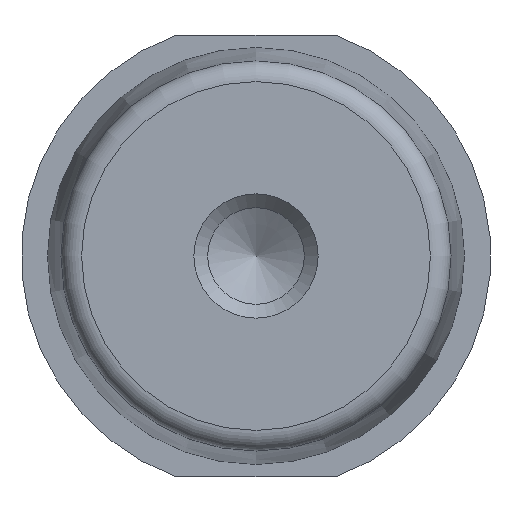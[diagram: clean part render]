
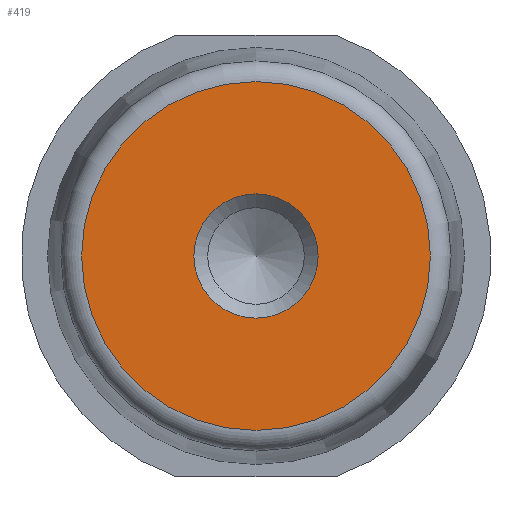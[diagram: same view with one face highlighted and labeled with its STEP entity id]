
A CAD part, front view. The second image highlights one B-rep face of the part: STEP entity #419.
In plain terms, the highlighted planar face has unit normal (0, -1, 0).
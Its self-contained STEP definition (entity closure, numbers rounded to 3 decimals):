
#2 = CARTESIAN_POINT ( 'NONE',  ( 0., -17.5, 0. ) ) ;
#18 = FACE_BOUND ( 'NONE', #224, .T. ) ;
#31 = EDGE_CURVE ( 'NONE', #381, #381, #331, .T. ) ;
#33 = DIRECTION ( 'NONE',  ( 0., 0., 1. ) ) ;
#40 = DIRECTION ( 'NONE',  ( 0., -1., 0. ) ) ;
#74 = AXIS2_PLACEMENT_3D ( 'NONE', #126, #384, #167 ) ;
#105 = EDGE_LOOP ( 'NONE', ( #149 ) ) ;
#126 = CARTESIAN_POINT ( 'NONE',  ( 0., -17.5, 0. ) ) ;
#147 = PLANE ( 'NONE',  #340 ) ;
#149 = ORIENTED_EDGE ( 'NONE', *, *, #470, .T. ) ;
#167 = DIRECTION ( 'NONE',  ( 0., 0., -1. ) ) ;
#224 = EDGE_LOOP ( 'NONE', ( #424 ) ) ;
#233 = CARTESIAN_POINT ( 'NONE',  ( 0., -17.5, 12.626 ) ) ;
#261 = DIRECTION ( 'NONE',  ( 0., 1., 0. ) ) ;
#265 = CARTESIAN_POINT ( 'NONE',  ( 0., -17.5, 0. ) ) ;
#297 = AXIS2_PLACEMENT_3D ( 'NONE', #265, #40, #302 ) ;
#302 = DIRECTION ( 'NONE',  ( 0., 0., 1. ) ) ;
#331 = CIRCLE ( 'NONE', #74, 4.5 ) ;
#340 = AXIS2_PLACEMENT_3D ( 'NONE', #2, #261, #33 ) ;
#376 = CARTESIAN_POINT ( 'NONE',  ( 0., -17.5, -4.5 ) ) ;
#381 = VERTEX_POINT ( 'NONE', #376 ) ;
#384 = DIRECTION ( 'NONE',  ( 0., -1., 0. ) ) ;
#404 = FACE_OUTER_BOUND ( 'NONE', #105, .T. ) ;
#419 = ADVANCED_FACE ( 'NONE', ( #404, #18 ), #147, .F. ) ;
#424 = ORIENTED_EDGE ( 'NONE', *, *, #31, .F. ) ;
#425 = VERTEX_POINT ( 'NONE', #233 ) ;
#470 = EDGE_CURVE ( 'NONE', #425, #425, #481, .T. ) ;
#481 = CIRCLE ( 'NONE', #297, 12.626 ) ;
